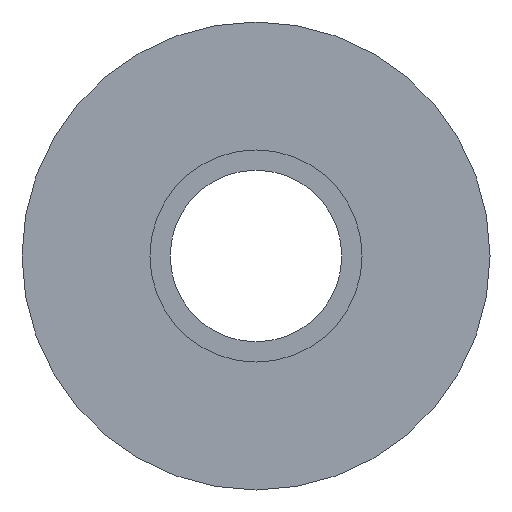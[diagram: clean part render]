
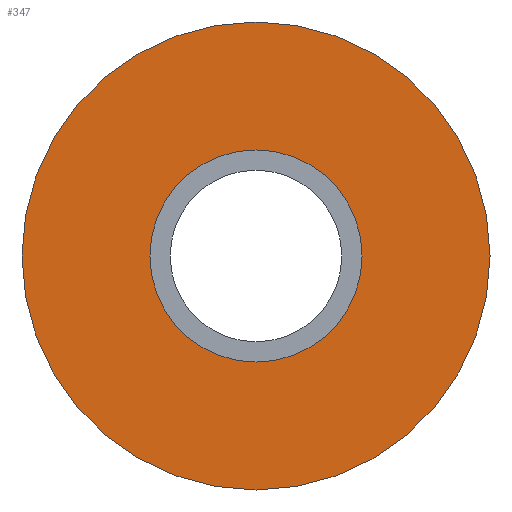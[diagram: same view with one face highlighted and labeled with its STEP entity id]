
A CAD part, front view. The second image highlights one B-rep face of the part: STEP entity #347.
In plain terms, the highlighted planar face has unit normal (0, -1, 0).
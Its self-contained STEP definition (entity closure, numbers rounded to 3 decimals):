
#13 = DIRECTION ( 'NONE',  ( 0., 1., 0. ) ) ;
#35 = DIRECTION ( 'NONE',  ( 0., 1., 0. ) ) ;
#36 = EDGE_CURVE ( 'NONE', #147, #270, #99, .T. ) ;
#45 = CARTESIAN_POINT ( 'NONE',  ( 0., 0., 0. ) ) ;
#52 = CARTESIAN_POINT ( 'NONE',  ( 0., 0., 0. ) ) ;
#61 = DIRECTION ( 'NONE',  ( 0., 0., 1. ) ) ;
#66 = FACE_BOUND ( 'NONE', #356, .T. ) ;
#76 = DIRECTION ( 'NONE',  ( 0., 0., -1. ) ) ;
#91 = DIRECTION ( 'NONE',  ( 0., 1., 0. ) ) ;
#96 = AXIS2_PLACEMENT_3D ( 'NONE', #45, #91, #402 ) ;
#99 = CIRCLE ( 'NONE', #96, 15. ) ;
#109 = AXIS2_PLACEMENT_3D ( 'NONE', #173, #13, #61 ) ;
#114 = DIRECTION ( 'NONE',  ( 0., 1., 0. ) ) ;
#122 = CARTESIAN_POINT ( 'NONE',  ( 0., 0., 0. ) ) ;
#136 = DIRECTION ( 'NONE',  ( 0., 0., 1. ) ) ;
#137 = VERTEX_POINT ( 'NONE', #197 ) ;
#143 = CIRCLE ( 'NONE', #205, 6.8 ) ;
#147 = VERTEX_POINT ( 'NONE', #167 ) ;
#154 = DIRECTION ( 'NONE',  ( 0., 0., 1. ) ) ;
#159 = EDGE_LOOP ( 'NONE', ( #414, #277 ) ) ;
#161 = CIRCLE ( 'NONE', #276, 15. ) ;
#167 = CARTESIAN_POINT ( 'NONE',  ( 0., 0., -15. ) ) ;
#173 = CARTESIAN_POINT ( 'NONE',  ( 0., 0., 0. ) ) ;
#184 = VERTEX_POINT ( 'NONE', #348 ) ;
#186 = CARTESIAN_POINT ( 'NONE',  ( -6.8, 0., 0. ) ) ;
#191 = EDGE_CURVE ( 'NONE', #137, #184, #245, .T. ) ;
#197 = CARTESIAN_POINT ( 'NONE',  ( 0., 0., 6.8 ) ) ;
#205 = AXIS2_PLACEMENT_3D ( 'NONE', #52, #35, #154 ) ;
#214 = FACE_OUTER_BOUND ( 'NONE', #159, .T. ) ;
#215 = AXIS2_PLACEMENT_3D ( 'NONE', #186, #305, #76 ) ;
#245 = CIRCLE ( 'NONE', #109, 6.8 ) ;
#270 = VERTEX_POINT ( 'NONE', #286 ) ;
#276 = AXIS2_PLACEMENT_3D ( 'NONE', #122, #114, #136 ) ;
#277 = ORIENTED_EDGE ( 'NONE', *, *, #36, .F. ) ;
#285 = EDGE_CURVE ( 'NONE', #184, #137, #143, .T. ) ;
#286 = CARTESIAN_POINT ( 'NONE',  ( 0., 0., 15. ) ) ;
#301 = EDGE_CURVE ( 'NONE', #270, #147, #161, .T. ) ;
#305 = DIRECTION ( 'NONE',  ( 0., -1., 0. ) ) ;
#347 = ADVANCED_FACE ( 'NONE', ( #66, #214 ), #367, .T. ) ;
#348 = CARTESIAN_POINT ( 'NONE',  ( 0., 0., -6.8 ) ) ;
#356 = EDGE_LOOP ( 'NONE', ( #426, #385 ) ) ;
#367 = PLANE ( 'NONE',  #215 ) ;
#385 = ORIENTED_EDGE ( 'NONE', *, *, #285, .T. ) ;
#402 = DIRECTION ( 'NONE',  ( 0., 0., 1. ) ) ;
#414 = ORIENTED_EDGE ( 'NONE', *, *, #301, .F. ) ;
#426 = ORIENTED_EDGE ( 'NONE', *, *, #191, .T. ) ;
